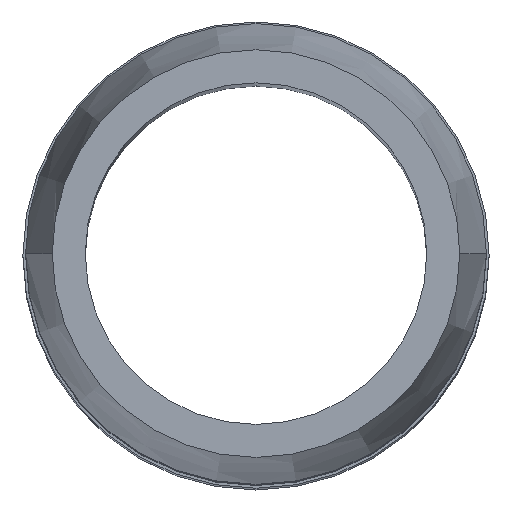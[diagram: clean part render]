
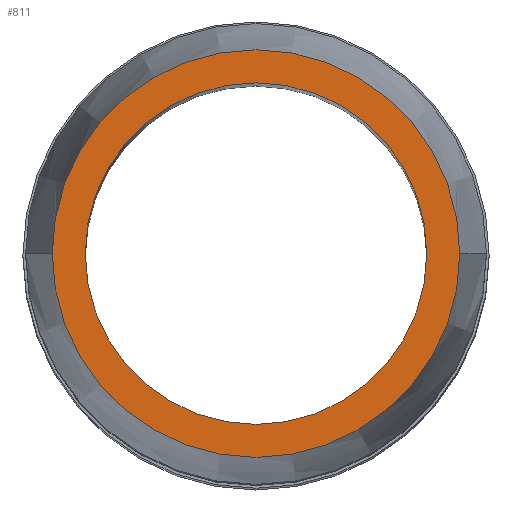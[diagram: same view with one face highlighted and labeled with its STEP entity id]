
A CAD part, top view. The second image highlights one B-rep face of the part: STEP entity #811.
In plain terms, the highlighted planar face has unit normal (0, 0, 1).
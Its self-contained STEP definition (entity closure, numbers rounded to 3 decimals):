
#67 = DIRECTION ( 'NONE',  ( 1., 0., 0. ) ) ;
#68 = DIRECTION ( 'NONE',  ( 0., 0., 1. ) ) ;
#69 = CARTESIAN_POINT ( 'NONE',  ( 0., 0., 0. ) ) ;
#70 = AXIS2_PLACEMENT_3D ( 'NONE', #69, #68, #67 ) ;
#71 = CIRCLE ( 'NONE', #70, 7.518 ) ;
#180 = DIRECTION ( 'NONE',  ( 1., 0., 0. ) ) ;
#181 = DIRECTION ( 'NONE',  ( 0., 0., 1. ) ) ;
#182 = CARTESIAN_POINT ( 'NONE',  ( 0., 0., 0. ) ) ;
#183 = AXIS2_PLACEMENT_3D ( 'NONE', #182, #181, #180 ) ;
#184 = CIRCLE ( 'NONE', #183, 7.518 ) ;
#261 = CARTESIAN_POINT ( 'NONE',  ( 7.518, 0., 0. ) ) ;
#262 = CARTESIAN_POINT ( 'NONE',  ( -7.518, 0., 0. ) ) ;
#295 = DIRECTION ( 'NONE',  ( 0., 0., -1. ) ) ;
#296 = CARTESIAN_POINT ( 'NONE',  ( 0., 0., 0. ) ) ;
#297 = AXIS2_PLACEMENT_3D ( 'NONE', #296, #295, #407 ) ;
#298 = CIRCLE ( 'NONE', #297, 6.3 ) ;
#359 = DIRECTION ( 'NONE',  ( 0., 1., 0. ) ) ;
#360 = DIRECTION ( 'NONE',  ( 0., 0., -1. ) ) ;
#361 = AXIS2_PLACEMENT_3D ( 'NONE', #367, #360, #359 ) ;
#362 = CIRCLE ( 'NONE', #361, 6.3 ) ;
#364 = DIRECTION ( 'NONE',  ( -1., 0., 0. ) ) ;
#365 = DIRECTION ( 'NONE',  ( 0., 0., -1. ) ) ;
#366 = CARTESIAN_POINT ( 'NONE',  ( 0., 8.6, 0. ) ) ;
#367 = CARTESIAN_POINT ( 'NONE',  ( 0., 0., 0. ) ) ;
#405 = CARTESIAN_POINT ( 'NONE',  ( 0., 6.3, 0. ) ) ;
#406 = CARTESIAN_POINT ( 'NONE',  ( 0., -6.3, 0. ) ) ;
#407 = DIRECTION ( 'NONE',  ( 0., 1., 0. ) ) ;
#443 = PLANE ( 'NONE',  #444 ) ;
#444 = AXIS2_PLACEMENT_3D ( 'NONE', #366, #365, #364 ) ;
#445 = FACE_OUTER_BOUND ( 'NONE', #814, .T. ) ;
#449 = FACE_BOUND ( 'NONE', #731, .T. ) ;
#590 = ORIENTED_EDGE ( 'NONE', *, *, #818, .T. ) ;
#591 = ORIENTED_EDGE ( 'NONE', *, *, #592, .T. ) ;
#592 = EDGE_CURVE ( 'NONE', #604, #606, #71, .T. ) ;
#603 = EDGE_CURVE ( 'NONE', #606, #604, #184, .T. ) ;
#604 = VERTEX_POINT ( 'NONE', #262 ) ;
#606 = VERTEX_POINT ( 'NONE', #261 ) ;
#713 = ORIENTED_EDGE ( 'NONE', *, *, #603, .T. ) ;
#731 = EDGE_LOOP ( 'NONE', ( #812, #590 ) ) ;
#811 = ADVANCED_FACE ( 'NONE', ( #449, #445 ), #443, .F. ) ;
#812 = ORIENTED_EDGE ( 'NONE', *, *, #813, .T. ) ;
#813 = EDGE_CURVE ( 'NONE', #820, #819, #362, .T. ) ;
#814 = EDGE_LOOP ( 'NONE', ( #591, #713 ) ) ;
#818 = EDGE_CURVE ( 'NONE', #819, #820, #298, .T. ) ;
#819 = VERTEX_POINT ( 'NONE', #406 ) ;
#820 = VERTEX_POINT ( 'NONE', #405 ) ;
